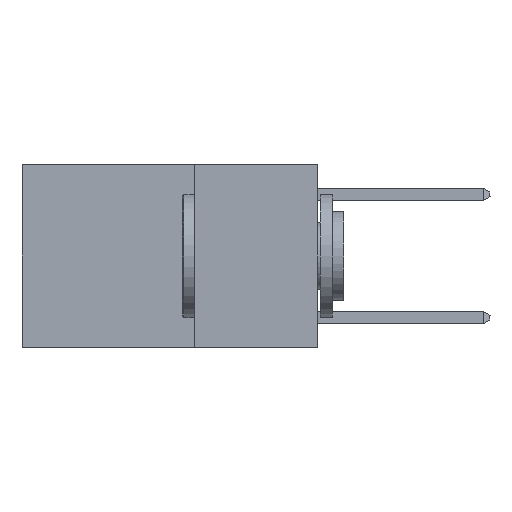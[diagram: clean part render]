
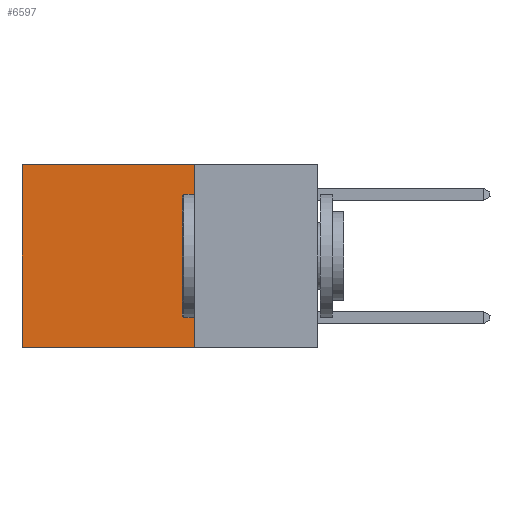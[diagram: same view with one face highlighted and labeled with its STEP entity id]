
A CAD part, left-side view. The second image highlights one B-rep face of the part: STEP entity #6597.
In plain terms, the highlighted planar face has unit normal (-1, 0, 0).
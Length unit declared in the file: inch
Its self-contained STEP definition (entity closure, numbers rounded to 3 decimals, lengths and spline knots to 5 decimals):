
#281 = EDGE_LOOP ( 'NONE', ( #13904, #1060, #26638, #20397 ) ) ;
#669 = CARTESIAN_POINT ( 'NONE',  ( 0.2625, 0.25, -0.37 ) ) ;
#835 = EDGE_CURVE ( 'NONE', #15051, #13507, #26841, .T. ) ;
#1060 = ORIENTED_EDGE ( 'NONE', *, *, #9843, .F. ) ;
#1340 = EDGE_CURVE ( 'NONE', #9552, #17542, #22311, .T. ) ;
#1962 = FACE_OUTER_BOUND ( 'NONE', #281, .T. ) ;
#2265 = AXIS2_PLACEMENT_3D ( 'NONE', #4502, #2403, #9285 ) ;
#2403 = DIRECTION ( 'NONE',  ( 1., 0., 0. ) ) ;
#3031 = CARTESIAN_POINT ( 'NONE',  ( 0.2625, 0.6, 0. ) ) ;
#3139 = CARTESIAN_POINT ( 'NONE',  ( 0.2625, 0.25, 0. ) ) ;
#3831 = VECTOR ( 'NONE', #18846, 39.37008 ) ;
#4502 = CARTESIAN_POINT ( 'NONE',  ( 0.2625, 0.25, 0. ) ) ;
#6597 = ADVANCED_FACE ( 'NONE', ( #1962 ), #13782, .F. ) ;
#7433 = VECTOR ( 'NONE', #29351, 39.37008 ) ;
#7843 = VECTOR ( 'NONE', #25043, 39.37008 ) ;
#9285 = DIRECTION ( 'NONE',  ( 0., 0., -1. ) ) ;
#9552 = VERTEX_POINT ( 'NONE', #3031 ) ;
#9586 = DIRECTION ( 'NONE',  ( 0., 1., 0. ) ) ;
#9843 = EDGE_CURVE ( 'NONE', #13507, #17542, #20952, .T. ) ;
#13507 = VERTEX_POINT ( 'NONE', #669 ) ;
#13782 = PLANE ( 'NONE',  #2265 ) ;
#13904 = ORIENTED_EDGE ( 'NONE', *, *, #1340, .T. ) ;
#14674 = LINE ( 'NONE', #3139, #3831 ) ;
#15051 = VERTEX_POINT ( 'NONE', #15492 ) ;
#15492 = CARTESIAN_POINT ( 'NONE',  ( 0.2625, 0.25, 0. ) ) ;
#17542 = VERTEX_POINT ( 'NONE', #23763 ) ;
#18846 = DIRECTION ( 'NONE',  ( 0., 1., 0. ) ) ;
#20397 = ORIENTED_EDGE ( 'NONE', *, *, #22376, .T. ) ;
#20952 = LINE ( 'NONE', #22775, #25628 ) ;
#22311 = LINE ( 'NONE', #27108, #7433 ) ;
#22376 = EDGE_CURVE ( 'NONE', #15051, #9552, #14674, .T. ) ;
#22775 = CARTESIAN_POINT ( 'NONE',  ( 0.2625, 0.25, -0.37 ) ) ;
#23763 = CARTESIAN_POINT ( 'NONE',  ( 0.2625, 0.6, -0.37 ) ) ;
#25043 = DIRECTION ( 'NONE',  ( 0., 0., -1. ) ) ;
#25628 = VECTOR ( 'NONE', #9586, 39.37008 ) ;
#26638 = ORIENTED_EDGE ( 'NONE', *, *, #835, .F. ) ;
#26841 = LINE ( 'NONE', #29383, #7843 ) ;
#27108 = CARTESIAN_POINT ( 'NONE',  ( 0.2625, 0.6, 0. ) ) ;
#29351 = DIRECTION ( 'NONE',  ( 0., 0., -1. ) ) ;
#29383 = CARTESIAN_POINT ( 'NONE',  ( 0.2625, 0.25, 0. ) ) ;
